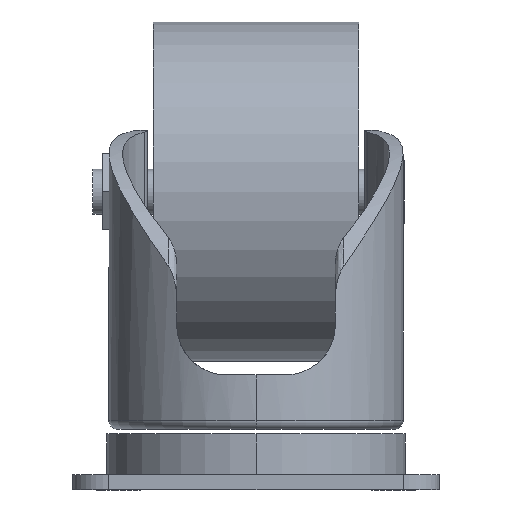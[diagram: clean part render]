
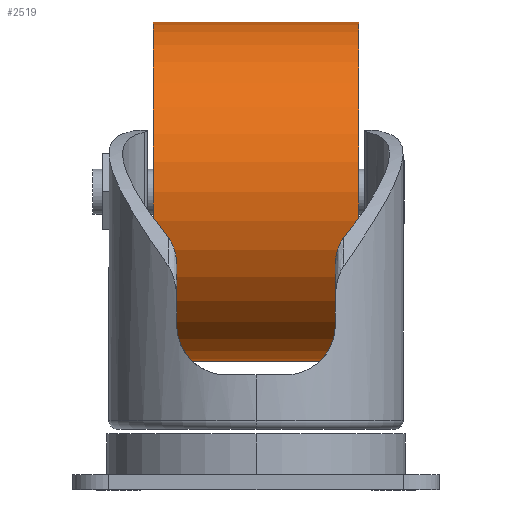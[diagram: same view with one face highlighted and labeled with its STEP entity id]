
A CAD part, left-side view. The second image highlights one B-rep face of the part: STEP entity #2519.
In plain terms, the highlighted cylindrical face has radius 37.5 mm (diameter 75 mm), a partial arc.
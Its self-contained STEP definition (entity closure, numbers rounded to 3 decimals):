
#1430=CARTESIAN_POINT('',(25.9,22.65,65.85));
#1431=DIRECTION('',(0.,-1.,0.));
#1432=DIRECTION('',(0.,0.,1.));
#1433=AXIS2_PLACEMENT_3D('',#1430,#1431,#1432);
#1450=DIRECTION('',(0.,-1.,0.));
#1451=VECTOR('',#1450,45.3);
#1452=CARTESIAN_POINT('',(25.9,22.65,103.35));
#1453=LINE('',#1452,#1451);
#1454=DIRECTION('',(0.,-1.,0.));
#1455=VECTOR('',#1454,45.3);
#1456=CARTESIAN_POINT('',(25.9,22.65,28.35));
#1457=LINE('',#1456,#1455);
#1458=CARTESIAN_POINT('',(25.9,-22.65,65.85));
#1459=DIRECTION('',(0.,-1.,0.));
#1460=DIRECTION('',(0.,0.,1.));
#1461=AXIS2_PLACEMENT_3D('',#1458,#1459,#1460);
#1849=CARTESIAN_POINT('',(25.9,22.65,103.35));
#1850=CARTESIAN_POINT('',(25.9,22.65,28.35));
#1851=VERTEX_POINT('',#1849);
#1852=VERTEX_POINT('',#1850);
#1853=CARTESIAN_POINT('',(25.9,-22.65,103.35));
#1854=CARTESIAN_POINT('',(25.9,-22.65,28.35));
#1855=VERTEX_POINT('',#1853);
#1856=VERTEX_POINT('',#1854);
#2505=CARTESIAN_POINT('',(25.9,22.65,65.85));
#2506=DIRECTION('',(0.,-1.,0.));
#2507=DIRECTION('',(0.,0.,1.));
#2508=AXIS2_PLACEMENT_3D('',#2505,#2506,#2507);
#2509=CYLINDRICAL_SURFACE('',#2508,37.5);
#2510=ORIENTED_EDGE('',*,*,#2494,.F.);
#2512=ORIENTED_EDGE('',*,*,#2511,.T.);
#2514=ORIENTED_EDGE('',*,*,#2513,.T.);
#2516=ORIENTED_EDGE('',*,*,#2515,.F.);
#2517=EDGE_LOOP('',(#2510,#2512,#2514,#2516));
#2518=FACE_OUTER_BOUND('',#2517,.F.);
#2519=ADVANCED_FACE('',(#2518),#2509,.T.);
#1434=CIRCLE('',#1433,37.5);
#1462=CIRCLE('',#1461,37.5);
#2494=EDGE_CURVE('',#1851,#1852,#1434,.T.);
#2511=EDGE_CURVE('',#1851,#1855,#1453,.T.);
#2513=EDGE_CURVE('',#1855,#1856,#1462,.T.);
#2515=EDGE_CURVE('',#1852,#1856,#1457,.T.);
